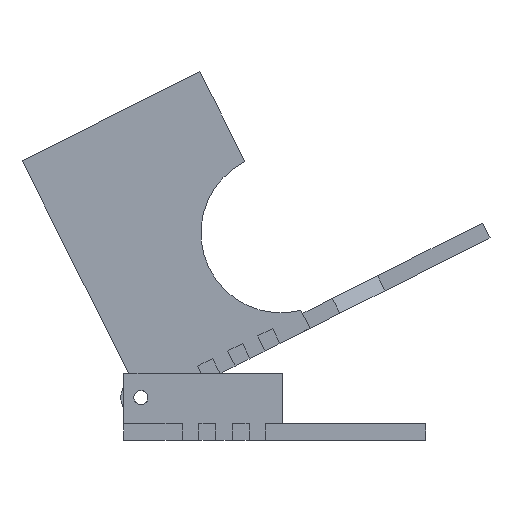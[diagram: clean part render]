
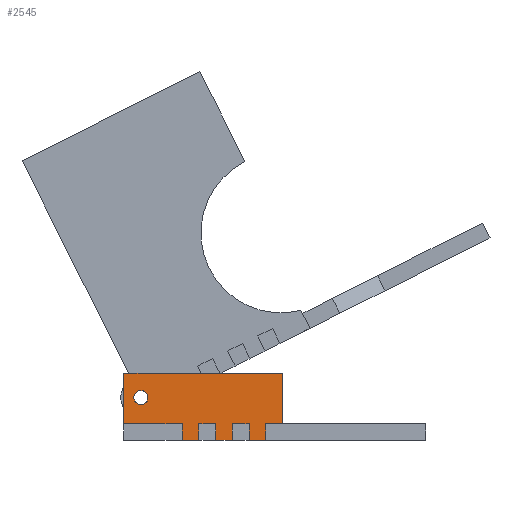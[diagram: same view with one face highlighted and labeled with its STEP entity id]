
A CAD part, left-side view. The second image highlights one B-rep face of the part: STEP entity #2545.
In plain terms, the highlighted face is planar.
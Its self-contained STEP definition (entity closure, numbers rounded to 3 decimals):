
#11 = ORIENTED_EDGE ( 'NONE', *, *, #2190, .F. ) ;
#14 = DIRECTION ( 'NONE',  ( 0., 1., 0. ) ) ;
#47 = VERTEX_POINT ( 'NONE', #3813 ) ;
#51 = DIRECTION ( 'NONE',  ( -1., 0., 0. ) ) ;
#56 = DIRECTION ( 'NONE',  ( 0., 1., 0. ) ) ;
#62 = VERTEX_POINT ( 'NONE', #3068 ) ;
#73 = CARTESIAN_POINT ( 'NONE',  ( 17.553, -2.626, 0. ) ) ;
#114 = CARTESIAN_POINT ( 'NONE',  ( 17.553, -12.626, 0. ) ) ;
#130 = VERTEX_POINT ( 'NONE', #3171 ) ;
#159 = EDGE_CURVE ( 'NONE', #1061, #3086, #3326, .T. ) ;
#230 = DIRECTION ( 'NONE',  ( -1., 0., 0. ) ) ;
#263 = LINE ( 'NONE', #3100, #1341 ) ;
#269 = CARTESIAN_POINT ( 'NONE',  ( 4.775, 14.621, 0. ) ) ;
#270 = VERTEX_POINT ( 'NONE', #73 ) ;
#351 = VECTOR ( 'NONE', #2737, 1000. ) ;
#363 = DIRECTION ( 'NONE',  ( -1., 0., 0. ) ) ;
#381 = EDGE_CURVE ( 'NONE', #657, #546, #1402, .T. ) ;
#428 = DIRECTION ( 'NONE',  ( 0., 0., -1. ) ) ;
#504 = AXIS2_PLACEMENT_3D ( 'NONE', #928, #3745, #2686 ) ;
#546 = VERTEX_POINT ( 'NONE', #552 ) ;
#552 = CARTESIAN_POINT ( 'NONE',  ( 17.553, -7.626, 0. ) ) ;
#584 = VERTEX_POINT ( 'NONE', #3398 ) ;
#626 = EDGE_CURVE ( 'NONE', #62, #1496, #4110, .T. ) ;
#631 = VECTOR ( 'NONE', #3689, 1000. ) ;
#647 = LINE ( 'NONE', #2362, #2763 ) ;
#657 = VERTEX_POINT ( 'NONE', #2675 ) ;
#697 = VECTOR ( 'NONE', #56, 1000. ) ;
#773 = DIRECTION ( 'NONE',  ( 1., 0., 0. ) ) ;
#805 = VECTOR ( 'NONE', #773, 1000. ) ;
#813 = LINE ( 'NONE', #2490, #1821 ) ;
#869 = DIRECTION ( 'NONE',  ( 1., 0., 0. ) ) ;
#928 = CARTESIAN_POINT ( 'NONE',  ( 4.775, 14.621, 0. ) ) ;
#953 = VERTEX_POINT ( 'NONE', #3899 ) ;
#1061 = VERTEX_POINT ( 'NONE', #3962 ) ;
#1177 = CARTESIAN_POINT ( 'NONE',  ( 0., 0., 0. ) ) ;
#1186 = EDGE_CURVE ( 'NONE', #3086, #1874, #2547, .T. ) ;
#1191 = EDGE_CURVE ( 'NONE', #953, #270, #4323, .T. ) ;
#1288 = FACE_OUTER_BOUND ( 'NONE', #3010, .T. ) ;
#1311 = CARTESIAN_POINT ( 'NONE',  ( 12.553, -17.626, 0. ) ) ;
#1338 = CARTESIAN_POINT ( 'NONE',  ( 12.553, -12.626, 0. ) ) ;
#1341 = VECTOR ( 'NONE', #1361, 1000. ) ;
#1359 = CARTESIAN_POINT ( 'NONE',  ( 17.553, -22.626, 0. ) ) ;
#1361 = DIRECTION ( 'NONE',  ( -1., 0., 0. ) ) ;
#1370 = LINE ( 'NONE', #4209, #2965 ) ;
#1373 = ORIENTED_EDGE ( 'NONE', *, *, #4151, .F. ) ;
#1383 = ORIENTED_EDGE ( 'NONE', *, *, #1186, .F. ) ;
#1402 = LINE ( 'NONE', #114, #2683 ) ;
#1466 = LINE ( 'NONE', #3298, #631 ) ;
#1488 = CARTESIAN_POINT ( 'NONE',  ( 6.875, 14.621, 0. ) ) ;
#1496 = VERTEX_POINT ( 'NONE', #1488 ) ;
#1582 = CARTESIAN_POINT ( 'NONE',  ( -2.447, 19.684, 0. ) ) ;
#1583 = ORIENTED_EDGE ( 'NONE', *, *, #3486, .F. ) ;
#1587 = ORIENTED_EDGE ( 'NONE', *, *, #3332, .F. ) ;
#1588 = VECTOR ( 'NONE', #230, 1000. ) ;
#1610 = ORIENTED_EDGE ( 'NONE', *, *, #3012, .F. ) ;
#1635 = CARTESIAN_POINT ( 'NONE',  ( 17.553, -17.626, 0. ) ) ;
#1646 = LINE ( 'NONE', #1311, #3179 ) ;
#1732 = ORIENTED_EDGE ( 'NONE', *, *, #381, .F. ) ;
#1755 = DIRECTION ( 'NONE',  ( 0., 1., 0. ) ) ;
#1800 = CARTESIAN_POINT ( 'NONE',  ( 12.553, 19.684, 0. ) ) ;
#1815 = ORIENTED_EDGE ( 'NONE', *, *, #3546, .F. ) ;
#1821 = VECTOR ( 'NONE', #14, 1000. ) ;
#1848 = ORIENTED_EDGE ( 'NONE', *, *, #159, .F. ) ;
#1874 = VERTEX_POINT ( 'NONE', #4464 ) ;
#1882 = ORIENTED_EDGE ( 'NONE', *, *, #2347, .F. ) ;
#1885 = FACE_BOUND ( 'NONE', #3519, .T. ) ;
#1951 = CARTESIAN_POINT ( 'NONE',  ( 17.553, -2.626, 0. ) ) ;
#2120 = VERTEX_POINT ( 'NONE', #3790 ) ;
#2160 = VERTEX_POINT ( 'NONE', #1359 ) ;
#2190 = EDGE_CURVE ( 'NONE', #1874, #4206, #4082, .T. ) ;
#2191 = PLANE ( 'NONE',  #3471 ) ;
#2216 = ORIENTED_EDGE ( 'NONE', *, *, #3836, .F. ) ;
#2261 = LINE ( 'NONE', #4161, #351 ) ;
#2313 = CARTESIAN_POINT ( 'NONE',  ( 12.553, 2.374, 0. ) ) ;
#2327 = CARTESIAN_POINT ( 'NONE',  ( 12.553, -27.626, 0. ) ) ;
#2347 = EDGE_CURVE ( 'NONE', #2120, #3663, #3686, .T. ) ;
#2362 = CARTESIAN_POINT ( 'NONE',  ( 17.553, -22.626, 0. ) ) ;
#2383 = ORIENTED_EDGE ( 'NONE', *, *, #1191, .F. ) ;
#2412 = EDGE_CURVE ( 'NONE', #270, #2120, #1370, .T. ) ;
#2421 = AXIS2_PLACEMENT_3D ( 'NONE', #269, #2726, #3448 ) ;
#2446 = ORIENTED_EDGE ( 'NONE', *, *, #626, .T. ) ;
#2490 = CARTESIAN_POINT ( 'NONE',  ( 12.553, -7.626, 0. ) ) ;
#2545 = ADVANCED_FACE ( 'NONE', ( #1288, #1885 ), #2191, .T. ) ;
#2547 = LINE ( 'NONE', #1582, #4104 ) ;
#2675 = CARTESIAN_POINT ( 'NONE',  ( 17.553, -12.626, 0. ) ) ;
#2683 = VECTOR ( 'NONE', #4417, 1000. ) ;
#2686 = DIRECTION ( 'NONE',  ( 1., 0., 0. ) ) ;
#2726 = DIRECTION ( 'NONE',  ( 0., 0., 1. ) ) ;
#2737 = DIRECTION ( 'NONE',  ( 0., 1., 0. ) ) ;
#2763 = VECTOR ( 'NONE', #4126, 1000. ) ;
#2787 = CARTESIAN_POINT ( 'NONE',  ( -2.447, 19.684, 0. ) ) ;
#2805 = VECTOR ( 'NONE', #4231, 1000. ) ;
#2807 = EDGE_CURVE ( 'NONE', #47, #2160, #647, .T. ) ;
#2870 = VERTEX_POINT ( 'NONE', #1338 ) ;
#2965 = VECTOR ( 'NONE', #1755, 1000. ) ;
#3010 = EDGE_LOOP ( 'NONE', ( #1882, #3921, #2383, #3712, #1610, #1732, #1587, #1373, #1583, #1815, #3277, #2216, #11, #1383, #1848, #3145 ) ) ;
#3012 = EDGE_CURVE ( 'NONE', #546, #584, #263, .T. ) ;
#3019 = LINE ( 'NONE', #3718, #805 ) ;
#3068 = CARTESIAN_POINT ( 'NONE',  ( 2.675, 14.621, 0. ) ) ;
#3086 = VERTEX_POINT ( 'NONE', #2787 ) ;
#3100 = CARTESIAN_POINT ( 'NONE',  ( 17.553, -7.626, 0. ) ) ;
#3125 = LINE ( 'NONE', #1635, #1588 ) ;
#3145 = ORIENTED_EDGE ( 'NONE', *, *, #4466, .F. ) ;
#3171 = CARTESIAN_POINT ( 'NONE',  ( 12.553, -17.626, 0. ) ) ;
#3179 = VECTOR ( 'NONE', #3770, 1000. ) ;
#3224 = CARTESIAN_POINT ( 'NONE',  ( 12.553, 7.929, 0. ) ) ;
#3277 = ORIENTED_EDGE ( 'NONE', *, *, #2807, .F. ) ;
#3298 = CARTESIAN_POINT ( 'NONE',  ( 17.553, -22.626, 0. ) ) ;
#3326 = LINE ( 'NONE', #1800, #3434 ) ;
#3332 = EDGE_CURVE ( 'NONE', #2870, #657, #3019, .T. ) ;
#3376 = VECTOR ( 'NONE', #869, 1000. ) ;
#3398 = CARTESIAN_POINT ( 'NONE',  ( 12.553, -7.626, 0. ) ) ;
#3434 = VECTOR ( 'NONE', #3521, 1000. ) ;
#3448 = DIRECTION ( 'NONE',  ( 1., 0., 0. ) ) ;
#3471 = AXIS2_PLACEMENT_3D ( 'NONE', #1177, #428, #51 ) ;
#3486 = EDGE_CURVE ( 'NONE', #4544, #130, #3125, .T. ) ;
#3513 = LINE ( 'NONE', #3224, #697 ) ;
#3519 = EDGE_LOOP ( 'NONE', ( #2446, #4587 ) ) ;
#3521 = DIRECTION ( 'NONE',  ( -1., 0., 0. ) ) ;
#3544 = CARTESIAN_POINT ( 'NONE',  ( 17.553, 2.374, 0. ) ) ;
#3546 = EDGE_CURVE ( 'NONE', #2160, #4544, #1466, .T. ) ;
#3566 = VECTOR ( 'NONE', #363, 1000. ) ;
#3663 = VERTEX_POINT ( 'NONE', #2313 ) ;
#3686 = LINE ( 'NONE', #3544, #3566 ) ;
#3689 = DIRECTION ( 'NONE',  ( 0., 1., 0. ) ) ;
#3712 = ORIENTED_EDGE ( 'NONE', *, *, #4454, .F. ) ;
#3718 = CARTESIAN_POINT ( 'NONE',  ( 17.553, -12.626, 0. ) ) ;
#3745 = DIRECTION ( 'NONE',  ( 0., 0., 1. ) ) ;
#3748 = EDGE_CURVE ( 'NONE', #1496, #62, #3797, .T. ) ;
#3770 = DIRECTION ( 'NONE',  ( 0., 1., 0. ) ) ;
#3790 = CARTESIAN_POINT ( 'NONE',  ( 17.553, 2.374, 0. ) ) ;
#3797 = CIRCLE ( 'NONE', #2421, 2.1 ) ;
#3813 = CARTESIAN_POINT ( 'NONE',  ( 12.553, -22.626, 0. ) ) ;
#3836 = EDGE_CURVE ( 'NONE', #4206, #47, #2261, .T. ) ;
#3899 = CARTESIAN_POINT ( 'NONE',  ( 12.553, -2.626, 0. ) ) ;
#3921 = ORIENTED_EDGE ( 'NONE', *, *, #2412, .F. ) ;
#3962 = CARTESIAN_POINT ( 'NONE',  ( 12.553, 19.684, 0. ) ) ;
#3969 = CARTESIAN_POINT ( 'NONE',  ( 17.553, -17.626, 0. ) ) ;
#4054 = DIRECTION ( 'NONE',  ( 0., -1., 0. ) ) ;
#4082 = LINE ( 'NONE', #4597, #2805 ) ;
#4104 = VECTOR ( 'NONE', #4054, 1000. ) ;
#4110 = CIRCLE ( 'NONE', #504, 2.1 ) ;
#4126 = DIRECTION ( 'NONE',  ( 1., 0., 0. ) ) ;
#4151 = EDGE_CURVE ( 'NONE', #130, #2870, #1646, .T. ) ;
#4161 = CARTESIAN_POINT ( 'NONE',  ( 12.553, -27.626, 0. ) ) ;
#4206 = VERTEX_POINT ( 'NONE', #2327 ) ;
#4209 = CARTESIAN_POINT ( 'NONE',  ( 17.553, -2.626, 0. ) ) ;
#4231 = DIRECTION ( 'NONE',  ( 1., 0., 0. ) ) ;
#4323 = LINE ( 'NONE', #1951, #3376 ) ;
#4417 = DIRECTION ( 'NONE',  ( 0., 1., 0. ) ) ;
#4454 = EDGE_CURVE ( 'NONE', #584, #953, #813, .T. ) ;
#4464 = CARTESIAN_POINT ( 'NONE',  ( -2.447, -27.626, 0. ) ) ;
#4466 = EDGE_CURVE ( 'NONE', #3663, #1061, #3513, .T. ) ;
#4544 = VERTEX_POINT ( 'NONE', #3969 ) ;
#4587 = ORIENTED_EDGE ( 'NONE', *, *, #3748, .T. ) ;
#4597 = CARTESIAN_POINT ( 'NONE',  ( -2.447, -27.626, 0. ) ) ;
